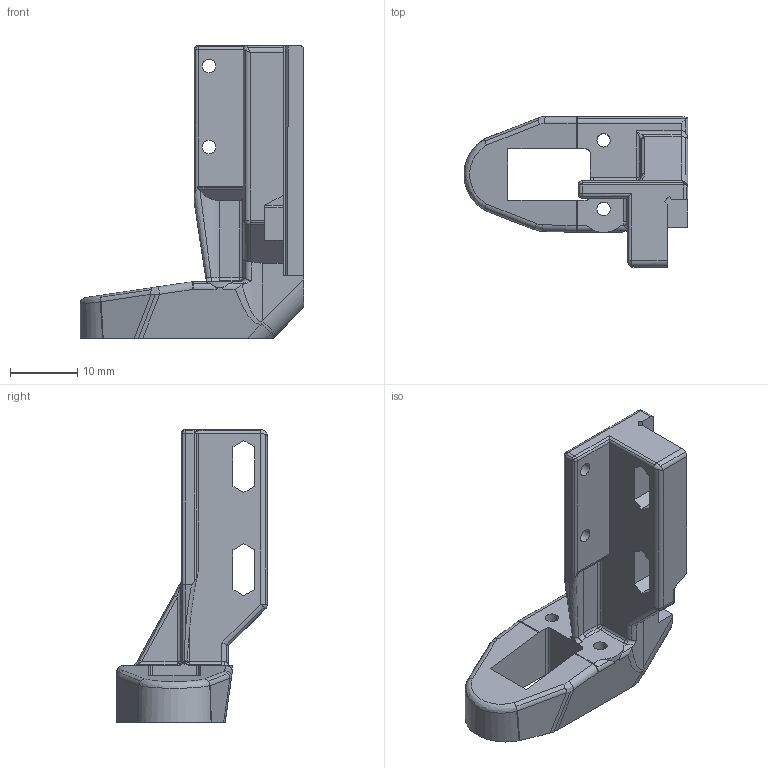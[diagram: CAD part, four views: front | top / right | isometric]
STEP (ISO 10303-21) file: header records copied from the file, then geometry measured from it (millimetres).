
FILE_DESCRIPTION(('STEP AP214'),'1');
FILE_NAME('MRW_SD_MountV4.stp','2022-01-05T23:20:34',(' '),(' '),'Spatial InterOp 3D',' ',' ');
FILE_SCHEMA(('automotive_design'));
Length unit declared in the file: millimetre
Products named in the file (1): 1
Bounding box: 33.17 x 22.34 x 43.37 mm (x, y, z)
Volume: 5982.7 mm3; surface area: 4071 mm2
Topology: 1 solids, 2 shells, 195 faces, 525 edges, 329 vertices
Faces by surface type: cylinder 96, plane 66, sphere 16, bspline 15, torus 2
Entity records: 10498 total; most frequent: CARTESIAN_POINT 4028, ORIENTED_EDGE 1044, DIRECTION 1016, EDGE_CURVE 522, AXIS2_PLACEMENT_3D 373, VERTEX_POINT 329, LINE 270, VECTOR 270
